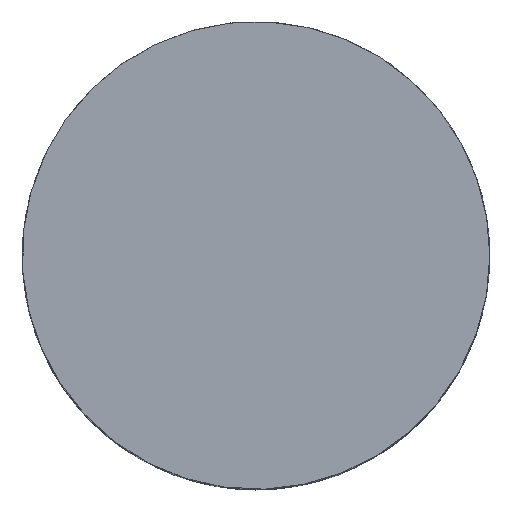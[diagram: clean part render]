
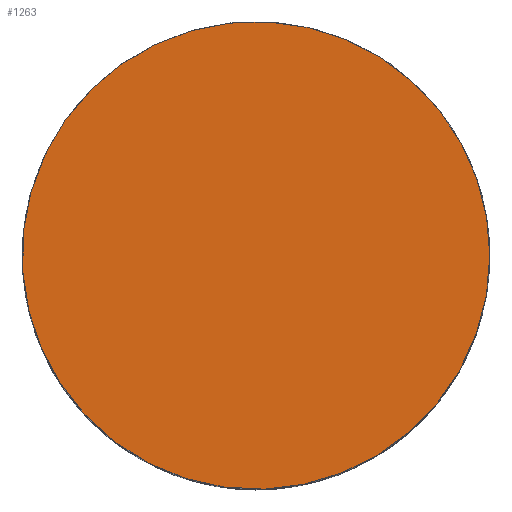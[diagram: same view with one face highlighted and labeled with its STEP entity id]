
A CAD part, top view. The second image highlights one B-rep face of the part: STEP entity #1263.
In plain terms, the highlighted planar face has unit normal (0, 0, 1).
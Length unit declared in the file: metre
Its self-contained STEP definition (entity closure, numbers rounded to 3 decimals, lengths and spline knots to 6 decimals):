
#62=PLANE('',#1375);
#532=ORIENTED_EDGE('',*,*,#813,.T.);
#813=EDGE_CURVE('',#950,#950,#1001,.T.);
#950=VERTEX_POINT('',#2181);
#1001=CIRCLE('',#1373,0.072832);
#1068=EDGE_LOOP('',(#532));
#1164=FACE_BOUND('',#1068,.T.);
#1263=ADVANCED_FACE('',(#1164),#62,.T.);
#1373=AXIS2_PLACEMENT_3D('',#2180,#1640,#1641);
#1375=AXIS2_PLACEMENT_3D('',#2183,#1644,#1645);
#1640=DIRECTION('',(0.,0.,1.));
#1641=DIRECTION('',(1.,0.,0.));
#1644=DIRECTION('',(0.,0.,1.));
#1645=DIRECTION('',(1.,0.,0.));
#2180=CARTESIAN_POINT('',(0.,0.,0.065));
#2181=CARTESIAN_POINT('',(0.072832,0.,0.065));
#2183=CARTESIAN_POINT('',(0.,0.,0.065));
